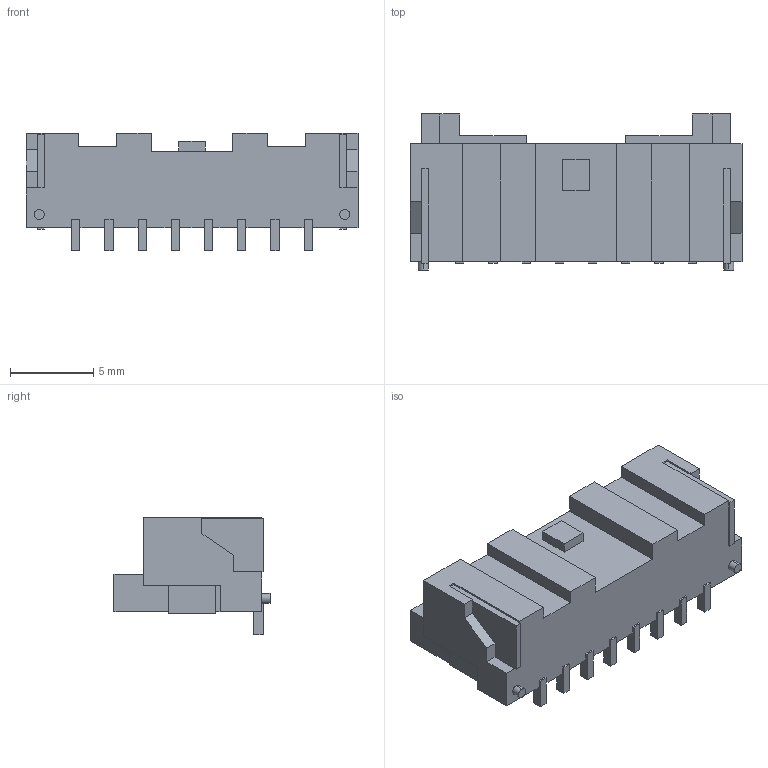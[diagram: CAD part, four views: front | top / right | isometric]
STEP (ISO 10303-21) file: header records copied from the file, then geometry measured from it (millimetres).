
FILE_DESCRIPTION (( 'STEP AP214' ), '1' );
FILE_NAME ('BM08B-PASS-1-TF.STEP', '2022-04-05T08:04:15', ( '' ), ( '' ), 'SwSTEP 2.0', 'SolidWorks 2017', '' );
FILE_SCHEMA (( 'AUTOMOTIVE_DESIGN' ));
Length unit declared in the file: millimetre
Products named in the file (1): BM08B-PASS-1-TF
Bounding box: 20 x 9.4 x 7.1 mm (x, y, z)
Volume: 551.5 mm3; surface area: 920.5 mm2
Topology: 1 solids, 1 shells, 187 faces, 516 edges, 342 vertices
Faces by surface type: plane 183, cylinder 4
Entity records: 7096 total; most frequent: CARTESIAN_POINT 1046, ORIENTED_EDGE 1032, DIRECTION 900, EDGE_CURVE 516, VECTOR 508, LINE 508, VERTEX_POINT 342, EDGE_LOOP 198
